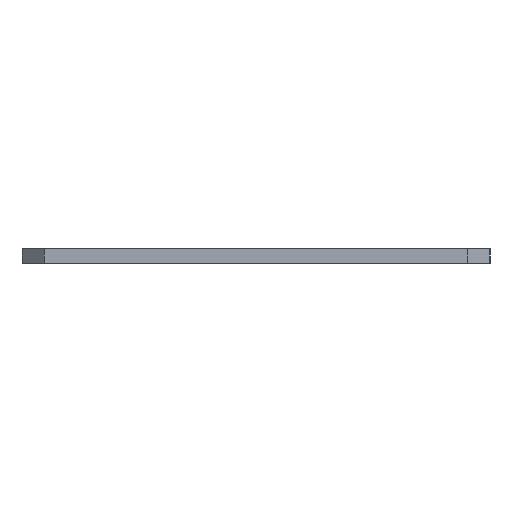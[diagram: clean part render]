
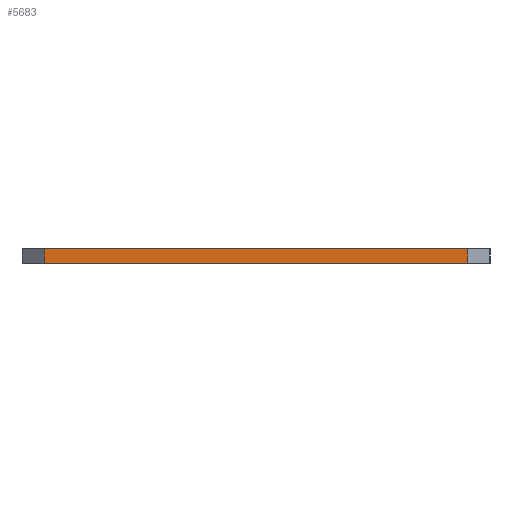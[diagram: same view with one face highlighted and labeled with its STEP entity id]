
A CAD part, left-side view. The second image highlights one B-rep face of the part: STEP entity #5683.
In plain terms, the highlighted planar face has unit normal (-1, 0, 0).
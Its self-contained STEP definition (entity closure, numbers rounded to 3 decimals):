
#83 = PLANE('',#84);
#84 = AXIS2_PLACEMENT_3D('',#85,#86,#87);
#85 = CARTESIAN_POINT('',(148.135,-105.052,1.6));
#86 = DIRECTION('',(0.,0.,1.));
#87 = DIRECTION('',(1.,0.,-0.));
#137 = PLANE('',#138);
#138 = AXIS2_PLACEMENT_3D('',#139,#140,#141);
#139 = CARTESIAN_POINT('',(148.135,-105.052,0.));
#140 = DIRECTION('',(0.,0.,1.));
#141 = DIRECTION('',(1.,0.,-0.));
#268 = PLANE('',#269);
#269 = AXIS2_PLACEMENT_3D('',#270,#271,#272);
#270 = CARTESIAN_POINT('',(121.196,-78.334,0.));
#271 = DIRECTION('',(0.707,-0.707,0.));
#272 = DIRECTION('',(-0.707,-0.707,0.));
#307 = VERTEX_POINT('',#308);
#308 = CARTESIAN_POINT('',(118.656,-80.874,0.));
#329 = EDGE_CURVE('',#307,#330,#332,.T.);
#330 = VERTEX_POINT('',#331);
#331 = CARTESIAN_POINT('',(118.656,-129.134,0.));
#332 = SURFACE_CURVE('',#333,(#337,#344),.PCURVE_S1.);
#333 = LINE('',#334,#335);
#334 = CARTESIAN_POINT('',(118.656,-80.874,0.));
#335 = VECTOR('',#336,1.);
#336 = DIRECTION('',(0.,-1.,0.));
#337 = PCURVE('',#137,#338);
#338 = DEFINITIONAL_REPRESENTATION('',(#339),#343);
#339 = LINE('',#340,#341);
#340 = CARTESIAN_POINT('',(-29.479,24.179));
#341 = VECTOR('',#342,1.);
#342 = DIRECTION('',(0.,-1.));
#343 = ( GEOMETRIC_REPRESENTATION_CONTEXT(2) 
PARAMETRIC_REPRESENTATION_CONTEXT() REPRESENTATION_CONTEXT('2D SPACE',''
  ) );
#344 = PCURVE('',#345,#350);
#345 = PLANE('',#346);
#346 = AXIS2_PLACEMENT_3D('',#347,#348,#349);
#347 = CARTESIAN_POINT('',(118.656,-80.874,0.));
#348 = DIRECTION('',(1.,0.,-0.));
#349 = DIRECTION('',(0.,-1.,0.));
#350 = DEFINITIONAL_REPRESENTATION('',(#351),#355);
#351 = LINE('',#352,#353);
#352 = CARTESIAN_POINT('',(0.,0.));
#353 = VECTOR('',#354,1.);
#354 = DIRECTION('',(1.,0.));
#355 = ( GEOMETRIC_REPRESENTATION_CONTEXT(2) 
PARAMETRIC_REPRESENTATION_CONTEXT() REPRESENTATION_CONTEXT('2D SPACE',''
  ) );
#373 = PLANE('',#374);
#374 = AXIS2_PLACEMENT_3D('',#375,#376,#377);
#375 = CARTESIAN_POINT('',(118.656,-129.134,0.));
#376 = DIRECTION('',(0.707,0.707,-0.));
#377 = DIRECTION('',(0.707,-0.707,0.));
#3188 = VERTEX_POINT('',#3189);
#3189 = CARTESIAN_POINT('',(118.656,-80.874,1.6));
#3210 = EDGE_CURVE('',#3188,#3211,#3213,.T.);
#3211 = VERTEX_POINT('',#3212);
#3212 = CARTESIAN_POINT('',(118.656,-129.134,1.6));
#3213 = SURFACE_CURVE('',#3214,(#3218,#3225),.PCURVE_S1.);
#3214 = LINE('',#3215,#3216);
#3215 = CARTESIAN_POINT('',(118.656,-80.874,1.6));
#3216 = VECTOR('',#3217,1.);
#3217 = DIRECTION('',(0.,-1.,0.));
#3218 = PCURVE('',#83,#3219);
#3219 = DEFINITIONAL_REPRESENTATION('',(#3220),#3224);
#3220 = LINE('',#3221,#3222);
#3221 = CARTESIAN_POINT('',(-29.479,24.179));
#3222 = VECTOR('',#3223,1.);
#3223 = DIRECTION('',(0.,-1.));
#3224 = ( GEOMETRIC_REPRESENTATION_CONTEXT(2) 
PARAMETRIC_REPRESENTATION_CONTEXT() REPRESENTATION_CONTEXT('2D SPACE',''
  ) );
#3225 = PCURVE('',#345,#3226);
#3226 = DEFINITIONAL_REPRESENTATION('',(#3227),#3231);
#3227 = LINE('',#3228,#3229);
#3228 = CARTESIAN_POINT('',(0.,-1.6));
#3229 = VECTOR('',#3230,1.);
#3230 = DIRECTION('',(1.,0.));
#3231 = ( GEOMETRIC_REPRESENTATION_CONTEXT(2) 
PARAMETRIC_REPRESENTATION_CONTEXT() REPRESENTATION_CONTEXT('2D SPACE',''
  ) );
#5635 = EDGE_CURVE('',#307,#3188,#5636,.T.);
#5636 = SURFACE_CURVE('',#5637,(#5641,#5648),.PCURVE_S1.);
#5637 = LINE('',#5638,#5639);
#5638 = CARTESIAN_POINT('',(118.656,-80.874,0.));
#5639 = VECTOR('',#5640,1.);
#5640 = DIRECTION('',(0.,0.,1.));
#5641 = PCURVE('',#268,#5642);
#5642 = DEFINITIONAL_REPRESENTATION('',(#5643),#5647);
#5643 = LINE('',#5644,#5645);
#5644 = CARTESIAN_POINT('',(3.592,0.));
#5645 = VECTOR('',#5646,1.);
#5646 = DIRECTION('',(0.,-1.));
#5647 = ( GEOMETRIC_REPRESENTATION_CONTEXT(2) 
PARAMETRIC_REPRESENTATION_CONTEXT() REPRESENTATION_CONTEXT('2D SPACE',''
  ) );
#5648 = PCURVE('',#345,#5649);
#5649 = DEFINITIONAL_REPRESENTATION('',(#5650),#5654);
#5650 = LINE('',#5651,#5652);
#5651 = CARTESIAN_POINT('',(0.,0.));
#5652 = VECTOR('',#5653,1.);
#5653 = DIRECTION('',(0.,-1.));
#5654 = ( GEOMETRIC_REPRESENTATION_CONTEXT(2) 
PARAMETRIC_REPRESENTATION_CONTEXT() REPRESENTATION_CONTEXT('2D SPACE',''
  ) );
#5683 = ADVANCED_FACE('',(#5684),#345,.F.);
#5684 = FACE_BOUND('',#5685,.F.);
#5685 = EDGE_LOOP('',(#5686,#5687,#5688,#5709));
#5686 = ORIENTED_EDGE('',*,*,#5635,.T.);
#5687 = ORIENTED_EDGE('',*,*,#3210,.T.);
#5688 = ORIENTED_EDGE('',*,*,#5689,.F.);
#5689 = EDGE_CURVE('',#330,#3211,#5690,.T.);
#5690 = SURFACE_CURVE('',#5691,(#5695,#5702),.PCURVE_S1.);
#5691 = LINE('',#5692,#5693);
#5692 = CARTESIAN_POINT('',(118.656,-129.134,0.));
#5693 = VECTOR('',#5694,1.);
#5694 = DIRECTION('',(0.,0.,1.));
#5695 = PCURVE('',#345,#5696);
#5696 = DEFINITIONAL_REPRESENTATION('',(#5697),#5701);
#5697 = LINE('',#5698,#5699);
#5698 = CARTESIAN_POINT('',(48.26,0.));
#5699 = VECTOR('',#5700,1.);
#5700 = DIRECTION('',(0.,-1.));
#5701 = ( GEOMETRIC_REPRESENTATION_CONTEXT(2) 
PARAMETRIC_REPRESENTATION_CONTEXT() REPRESENTATION_CONTEXT('2D SPACE',''
  ) );
#5702 = PCURVE('',#373,#5703);
#5703 = DEFINITIONAL_REPRESENTATION('',(#5704),#5708);
#5704 = LINE('',#5705,#5706);
#5705 = CARTESIAN_POINT('',(0.,0.));
#5706 = VECTOR('',#5707,1.);
#5707 = DIRECTION('',(0.,-1.));
#5708 = ( GEOMETRIC_REPRESENTATION_CONTEXT(2) 
PARAMETRIC_REPRESENTATION_CONTEXT() REPRESENTATION_CONTEXT('2D SPACE',''
  ) );
#5709 = ORIENTED_EDGE('',*,*,#329,.F.);
